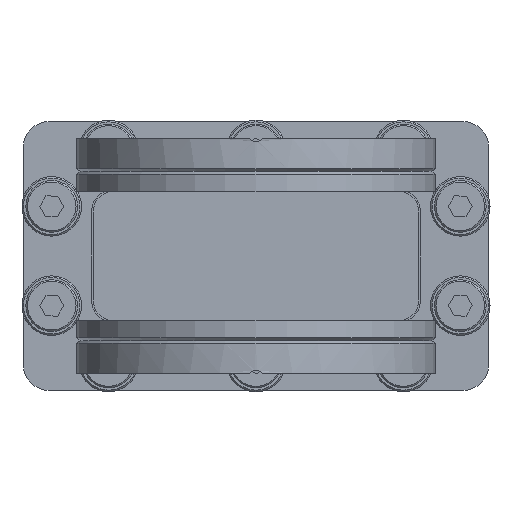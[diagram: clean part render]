
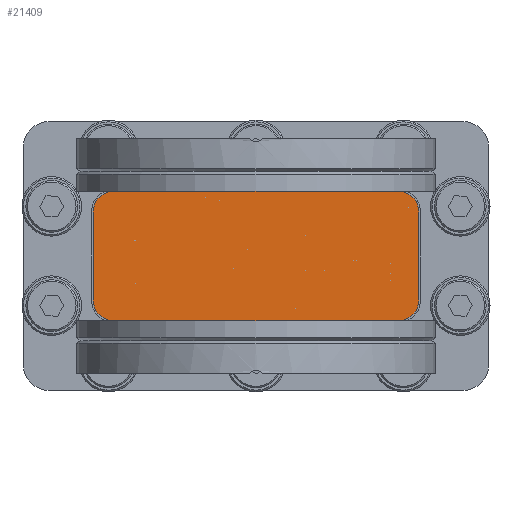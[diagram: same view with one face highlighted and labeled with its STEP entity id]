
A CAD part, front view. The second image highlights one B-rep face of the part: STEP entity #21409.
In plain terms, the highlighted planar face has unit normal (0, -1, 0).
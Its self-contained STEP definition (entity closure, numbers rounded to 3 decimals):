
#539 = CARTESIAN_POINT ( 'NONE',  ( -31.5, -107., 8.5 ) ) ;
#834 = DIRECTION ( 'NONE',  ( 0., -1., 0. ) ) ;
#1255 = CARTESIAN_POINT ( 'NONE',  ( -31.5, -107., -8.5 ) ) ;
#1549 = CARTESIAN_POINT ( 'NONE',  ( -27.5, -107., 12.5 ) ) ;
#1611 = ORIENTED_EDGE ( 'NONE', *, *, #14014, .T. ) ;
#2021 = DIRECTION ( 'NONE',  ( 0., -1., 0. ) ) ;
#2318 = CARTESIAN_POINT ( 'NONE',  ( -27.5, -107., -12.5 ) ) ;
#2412 = CIRCLE ( 'NONE', #15142, 4. ) ;
#2554 = LINE ( 'NONE', #11548, #4614 ) ;
#2903 = DIRECTION ( 'NONE',  ( 0., -1., 0. ) ) ;
#3607 = CARTESIAN_POINT ( 'NONE',  ( -27.5, -107., 8.5 ) ) ;
#4158 = AXIS2_PLACEMENT_3D ( 'NONE', #22293, #8299, #17178 ) ;
#4614 = VECTOR ( 'NONE', #19753, 1000. ) ;
#4739 = ORIENTED_EDGE ( 'NONE', *, *, #9442, .T. ) ;
#4837 = FACE_OUTER_BOUND ( 'NONE', #5559, .T. ) ;
#5185 = EDGE_CURVE ( 'NONE', #7299, #19290, #20849, .T. ) ;
#5432 = VERTEX_POINT ( 'NONE', #2318 ) ;
#5559 = EDGE_LOOP ( 'NONE', ( #5863, #4739, #13792, #1611, #7184, #7549, #16222, #19908 ) ) ;
#5863 = ORIENTED_EDGE ( 'NONE', *, *, #13187, .T. ) ;
#5985 = VERTEX_POINT ( 'NONE', #1255 ) ;
#6072 = VERTEX_POINT ( 'NONE', #20128 ) ;
#6758 = DIRECTION ( 'NONE',  ( 1., 0., 0. ) ) ;
#7184 = ORIENTED_EDGE ( 'NONE', *, *, #20023, .T. ) ;
#7299 = VERTEX_POINT ( 'NONE', #21722 ) ;
#7537 = DIRECTION ( 'NONE',  ( 1., 0., 0. ) ) ;
#7549 = ORIENTED_EDGE ( 'NONE', *, *, #20715, .T. ) ;
#7996 = VERTEX_POINT ( 'NONE', #22327 ) ;
#8299 = DIRECTION ( 'NONE',  ( 0., -1., 0. ) ) ;
#8827 = LINE ( 'NONE', #1549, #17442 ) ;
#8987 = CIRCLE ( 'NONE', #20979, 4. ) ;
#9371 = CARTESIAN_POINT ( 'NONE',  ( 31.5, -107., 8.5 ) ) ;
#9442 = EDGE_CURVE ( 'NONE', #16984, #7299, #8827, .T. ) ;
#10173 = EDGE_CURVE ( 'NONE', #6072, #7996, #8987, .T. ) ;
#10849 = CARTESIAN_POINT ( 'NONE',  ( -27.5, -107., -12.5 ) ) ;
#11038 = AXIS2_PLACEMENT_3D ( 'NONE', #3607, #2021, #17483 ) ;
#11548 = CARTESIAN_POINT ( 'NONE',  ( -31.5, -107., 8.5 ) ) ;
#11874 = CARTESIAN_POINT ( 'NONE',  ( 31.5, -107., 8.5 ) ) ;
#13187 = EDGE_CURVE ( 'NONE', #17917, #16984, #2412, .T. ) ;
#13792 = ORIENTED_EDGE ( 'NONE', *, *, #5185, .T. ) ;
#13985 = CIRCLE ( 'NONE', #4158, 4. ) ;
#14014 = EDGE_CURVE ( 'NONE', #19290, #5985, #2554, .T. ) ;
#14668 = VECTOR ( 'NONE', #17778, 1000. ) ;
#15142 = AXIS2_PLACEMENT_3D ( 'NONE', #19825, #834, #7537 ) ;
#15428 = DIRECTION ( 'NONE',  ( -1., 0., 0. ) ) ;
#15521 = EDGE_CURVE ( 'NONE', #7996, #17917, #15746, .T. ) ;
#15740 = VECTOR ( 'NONE', #20528, 1000. ) ;
#15746 = LINE ( 'NONE', #11874, #15740 ) ;
#16222 = ORIENTED_EDGE ( 'NONE', *, *, #10173, .T. ) ;
#16286 = AXIS2_PLACEMENT_3D ( 'NONE', #22462, #22017, #6758 ) ;
#16562 = CARTESIAN_POINT ( 'NONE',  ( 27.5, -107., -8.5 ) ) ;
#16900 = PLANE ( 'NONE',  #16286 ) ;
#16984 = VERTEX_POINT ( 'NONE', #20261 ) ;
#17178 = DIRECTION ( 'NONE',  ( 1., 0., 0. ) ) ;
#17442 = VECTOR ( 'NONE', #15428, 1000. ) ;
#17483 = DIRECTION ( 'NONE',  ( 1., 0., 0. ) ) ;
#17778 = DIRECTION ( 'NONE',  ( 1., 0., 0. ) ) ;
#17917 = VERTEX_POINT ( 'NONE', #9371 ) ;
#19290 = VERTEX_POINT ( 'NONE', #539 ) ;
#19753 = DIRECTION ( 'NONE',  ( 0., 0., -1. ) ) ;
#19762 = DIRECTION ( 'NONE',  ( 1., 0., 0. ) ) ;
#19808 = LINE ( 'NONE', #10849, #14668 ) ;
#19825 = CARTESIAN_POINT ( 'NONE',  ( 27.5, -107., 8.5 ) ) ;
#19908 = ORIENTED_EDGE ( 'NONE', *, *, #15521, .T. ) ;
#20023 = EDGE_CURVE ( 'NONE', #5985, #5432, #13985, .T. ) ;
#20128 = CARTESIAN_POINT ( 'NONE',  ( 27.5, -107., -12.5 ) ) ;
#20261 = CARTESIAN_POINT ( 'NONE',  ( 27.5, -107., 12.5 ) ) ;
#20528 = DIRECTION ( 'NONE',  ( 0., 0., 1. ) ) ;
#20715 = EDGE_CURVE ( 'NONE', #5432, #6072, #19808, .T. ) ;
#20849 = CIRCLE ( 'NONE', #11038, 4. ) ;
#20979 = AXIS2_PLACEMENT_3D ( 'NONE', #16562, #2903, #19762 ) ;
#21409 = ADVANCED_FACE ( 'NONE', ( #4837 ), #16900, .T. ) ;
#21722 = CARTESIAN_POINT ( 'NONE',  ( -27.5, -107., 12.5 ) ) ;
#22017 = DIRECTION ( 'NONE',  ( 0., -1., 0. ) ) ;
#22293 = CARTESIAN_POINT ( 'NONE',  ( -27.5, -107., -8.5 ) ) ;
#22327 = CARTESIAN_POINT ( 'NONE',  ( 31.5, -107., -8.5 ) ) ;
#22462 = CARTESIAN_POINT ( 'NONE',  ( -27.5, -107., 8.5 ) ) ;
